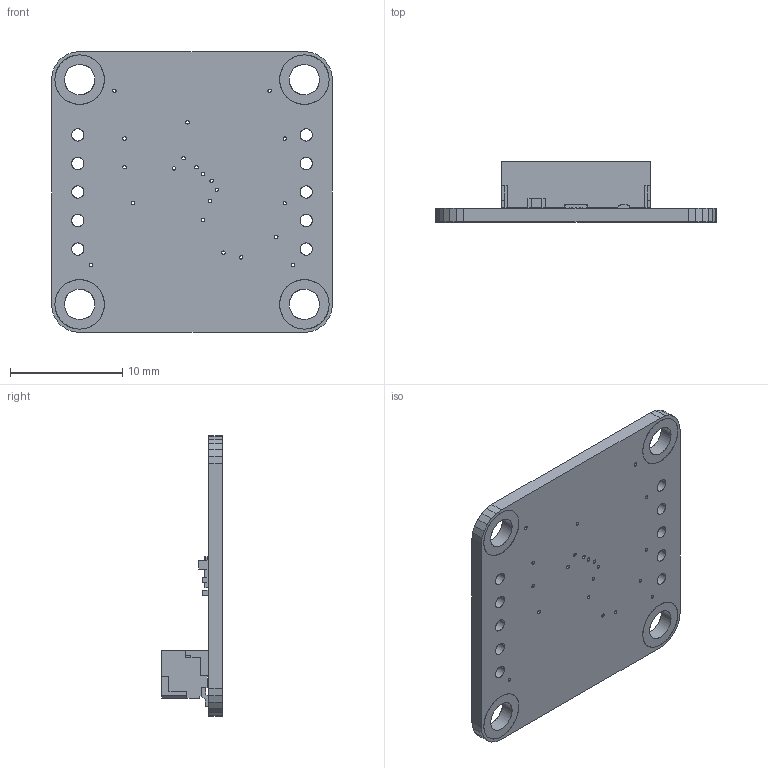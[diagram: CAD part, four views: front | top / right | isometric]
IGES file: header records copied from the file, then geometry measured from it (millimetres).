
Start section: SolidWorks IGES file using analytic representation for surfaces
Global section: file name: NSE-1126-1.igs; native system: SolidWorks 2016; preprocessor: SolidWorks 2016; author: jelie; date: 201124.170509; units: millimetre
Bounding box: 25 x 5.41 x 25 mm (x, y, z)
Surface area: 1922.9 mm2 (no closed solid volume)
Topology: 0 solids, 0 shells, 790 faces, 6064 edges, 6060 vertices
Faces by surface type: bspline 692, revolution 98
